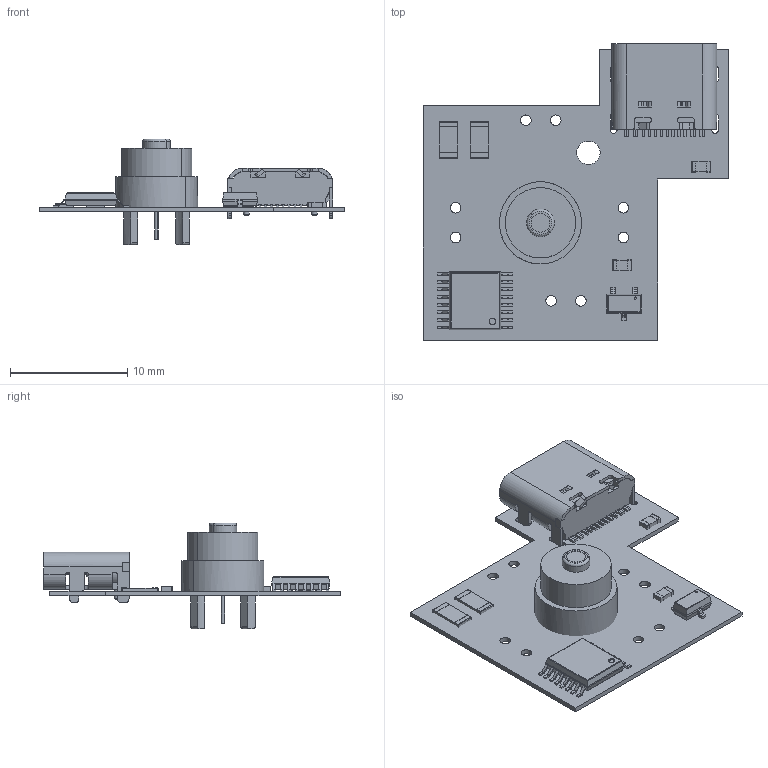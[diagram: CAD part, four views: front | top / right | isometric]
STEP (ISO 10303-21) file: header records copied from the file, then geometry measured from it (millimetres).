
FILE_DESCRIPTION(('Open CASCADE Model'),'2;1');
FILE_NAME('Open CASCADE Shape Model','2023-01-13T10:55:53',('Author'),( 'Open CASCADE'),'Open CASCADE STEP processor 6.8','Open CASCADE 6.8' ,'Unknown');
FILE_SCHEMA(('AUTOMOTIVE_DESIGN { 1 0 10303 214 1 1 1 1 }'));
Length unit declared in the file: millimetre
Products named in the file (23): PCB; Board; Open CASCADE STEP translator 6.8 1.1.1; PD_Chip; IP2721; Body; PinsArrayLR; USB-C; 5914861440; TYPE-C-31-M-12; R2; 2-2176343-9; R1; Nmos; AO3400A; PinsArrayL; FilletPinR; MGC; Male_Circular_Connector; C2; LD035A221KAB2A_(1); C1
Assembly tree (24 placements, depth 4):
  PCB
    Board
      Open CASCADE STEP translator 6.8 1.1.1
    PD_Chip
      IP2721
        Body
        PinsArrayLR
    USB-C
      5914861440
        TYPE-C-31-M-12
    R2
      2-2176343-9
    R1
      2-2176343-9
    Nmos
      AO3400A
        Body
        PinsArrayL
        FilletPinR
    MGC
      Male_Circular_Connector
    C2
      LD035A221KAB2A_(1)
    C1
      LD035A221KAB2A_(1)
Bounding box: 26.07 x 25.26 x 9.03 mm (x, y, z)
Volume: 531.5 mm3; surface area: 1894.6 mm2
Topology: 73 solids, 73 shells, 1271 faces, 3117 edges, 1992 vertices
Faces by surface type: plane 898, cylinder 335, cone 20, sphere 16, torus 2
Full cylindrical faces by diameter (mm): 0.2 x1, 0.3 x1, 0.55 x1, 0.6 x2, 0.9 x8, 2 x1
Entity records: 34856 total; most frequent: CARTESIAN_POINT 6364, ORIENTED_EDGE 5674, DIRECTION 5593, EDGE_CURVE 2837, LINE 2223, VECTOR 2223, VERTEX_POINT 1828, AXIS2_PLACEMENT_3D 1685
